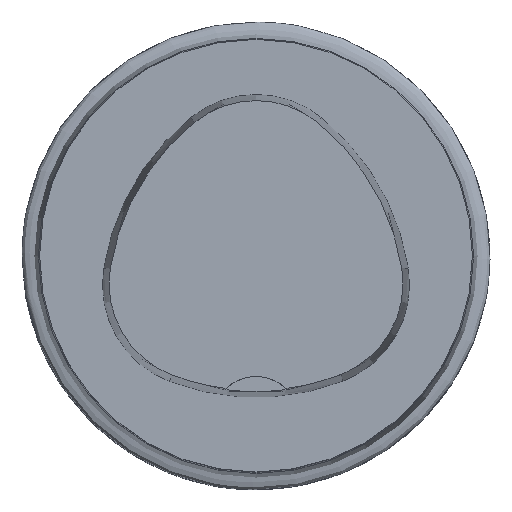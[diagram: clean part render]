
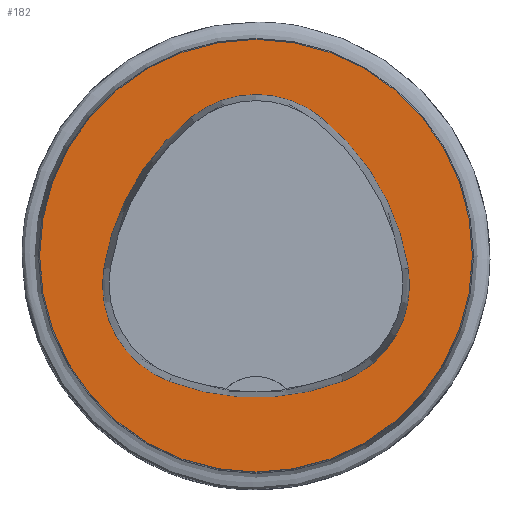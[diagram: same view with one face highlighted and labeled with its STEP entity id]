
A CAD part, top view. The second image highlights one B-rep face of the part: STEP entity #182.
In plain terms, the highlighted planar face has unit normal (0, 0, 1).
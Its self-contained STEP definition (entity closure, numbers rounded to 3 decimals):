
#141=PLANE('',#650);
#182=ADVANCED_FACE('',(#222,#223),#141,.T.);
#222=FACE_BOUND('',#271,.T.);
#223=FACE_BOUND('',#272,.T.);
#271=EDGE_LOOP('',(#352,#353,#354,#355,#356,#357));
#272=EDGE_LOOP('',(#358));
#352=ORIENTED_EDGE('',*,*,#440,.T.);
#353=ORIENTED_EDGE('',*,*,#438,.T.);
#354=ORIENTED_EDGE('',*,*,#436,.T.);
#355=ORIENTED_EDGE('',*,*,#434,.T.);
#356=ORIENTED_EDGE('',*,*,#432,.T.);
#357=ORIENTED_EDGE('',*,*,#430,.T.);
#358=ORIENTED_EDGE('',*,*,#401,.F.);
#364=VERTEX_POINT('',#847);
#390=VERTEX_POINT('',#927);
#391=VERTEX_POINT('',#929);
#392=VERTEX_POINT('',#933);
#393=VERTEX_POINT('',#937);
#394=VERTEX_POINT('',#941);
#395=VERTEX_POINT('',#945);
#401=EDGE_CURVE('',#364,#364,#444,.T.);
#430=EDGE_CURVE('',#391,#390,#470,.T.);
#432=EDGE_CURVE('',#392,#391,#471,.T.);
#434=EDGE_CURVE('',#393,#392,#472,.T.);
#436=EDGE_CURVE('',#394,#393,#473,.T.);
#438=EDGE_CURVE('',#395,#394,#474,.T.);
#440=EDGE_CURVE('',#390,#395,#475,.T.);
#444=CIRCLE('',#592,25.);
#470=CIRCLE('',#638,28.);
#471=CIRCLE('',#640,12.);
#472=CIRCLE('',#642,28.);
#473=CIRCLE('',#644,12.);
#474=CIRCLE('',#646,28.);
#475=CIRCLE('',#648,12.);
#592=AXIS2_PLACEMENT_3D('',#846,#681,#682);
#638=AXIS2_PLACEMENT_3D('',#928,#774,#775);
#640=AXIS2_PLACEMENT_3D('',#932,#779,#780);
#642=AXIS2_PLACEMENT_3D('',#936,#784,#785);
#644=AXIS2_PLACEMENT_3D('',#940,#789,#790);
#646=AXIS2_PLACEMENT_3D('',#944,#794,#795);
#648=AXIS2_PLACEMENT_3D('',#948,#799,#800);
#650=AXIS2_PLACEMENT_3D('',#950,#803,#804);
#681=DIRECTION('',(0.,0.,-1.));
#682=DIRECTION('',(-1.,0.,0.));
#774=DIRECTION('',(0.,0.,-1.));
#775=DIRECTION('',(-1.,0.,0.));
#779=DIRECTION('',(0.,0.,-1.));
#780=DIRECTION('',(-1.,0.,0.));
#784=DIRECTION('',(0.,0.,-1.));
#785=DIRECTION('',(-1.,0.,0.));
#789=DIRECTION('',(0.,0.,-1.));
#790=DIRECTION('',(-1.,0.,0.));
#794=DIRECTION('',(0.,0.,-1.));
#795=DIRECTION('',(-1.,0.,0.));
#799=DIRECTION('',(0.,0.,-1.));
#800=DIRECTION('',(-1.,0.,0.));
#803=DIRECTION('',(0.,0.,1.));
#804=DIRECTION('',(1.,0.,0.));
#846=CARTESIAN_POINT('',(0.,0.,0.));
#847=CARTESIAN_POINT('',(-25.,0.,0.));
#927=CARTESIAN_POINT('',(-10.025,-14.516,0.));
#928=CARTESIAN_POINT('',(-0.01,11.631,0.));
#929=CARTESIAN_POINT('',(10.05,-14.499,0.));
#932=CARTESIAN_POINT('',(5.739,-3.3,0.));
#933=CARTESIAN_POINT('',(17.59,-1.418,0.));
#936=CARTESIAN_POINT('',(-10.063,-5.81,0.));
#937=CARTESIAN_POINT('',(7.567,15.942,0.));
#940=CARTESIAN_POINT('',(0.011,6.62,0.));
#941=CARTESIAN_POINT('',(-7.531,15.953,0.));
#944=CARTESIAN_POINT('',(10.068,-5.824,0.));
#945=CARTESIAN_POINT('',(-17.584,-1.424,0.));
#948=CARTESIAN_POINT('',(-5.733,-3.31,0.));
#950=CARTESIAN_POINT('',(0.,0.,0.));
